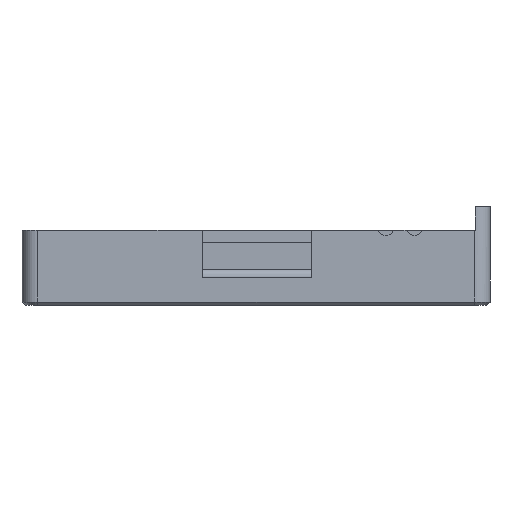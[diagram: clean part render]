
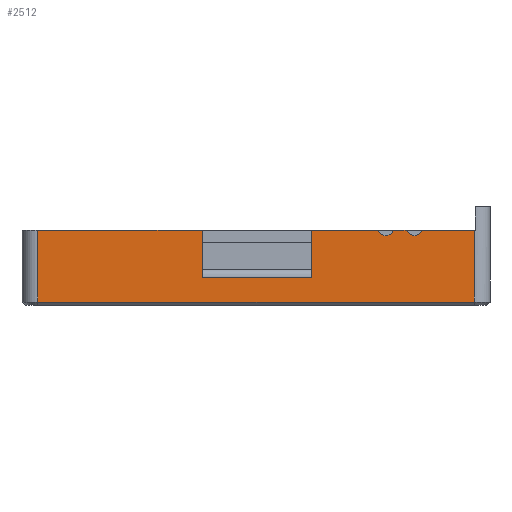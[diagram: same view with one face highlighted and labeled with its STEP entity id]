
A CAD part, left-side view. The second image highlights one B-rep face of the part: STEP entity #2512.
In plain terms, the highlighted planar face has unit normal (-1, 0, 0).
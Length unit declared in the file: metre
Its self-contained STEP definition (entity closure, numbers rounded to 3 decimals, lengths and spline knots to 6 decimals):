
#156=CIRCLE('',#2639,0.001);
#158=CIRCLE('',#2643,0.001);
#487=ORIENTED_EDGE('',*,*,#1057,.F.);
#488=ORIENTED_EDGE('',*,*,#1171,.T.);
#489=ORIENTED_EDGE('',*,*,#1172,.F.);
#490=ORIENTED_EDGE('',*,*,#1173,.F.);
#491=ORIENTED_EDGE('',*,*,#1174,.F.);
#492=ORIENTED_EDGE('',*,*,#1050,.T.);
#493=ORIENTED_EDGE('',*,*,#1026,.F.);
#494=ORIENTED_EDGE('',*,*,#1024,.T.);
#495=ORIENTED_EDGE('',*,*,#1020,.F.);
#496=ORIENTED_EDGE('',*,*,#1018,.T.);
#497=ORIENTED_EDGE('',*,*,#966,.F.);
#498=ORIENTED_EDGE('',*,*,#1175,.F.);
#966=EDGE_CURVE('',#1328,#1324,#1579,.T.);
#1018=EDGE_CURVE('',#1373,#1324,#1627,.T.);
#1020=EDGE_CURVE('',#1373,#1376,#156,.T.);
#1024=EDGE_CURVE('',#1377,#1376,#1631,.T.);
#1026=EDGE_CURVE('',#1377,#1380,#158,.T.);
#1050=EDGE_CURVE('',#1398,#1380,#1653,.T.);
#1057=EDGE_CURVE('',#1408,#1409,#1660,.T.);
#1171=EDGE_CURVE('',#1408,#1506,#1726,.T.);
#1172=EDGE_CURVE('',#1507,#1506,#1727,.T.);
#1173=EDGE_CURVE('',#1508,#1507,#1728,.T.);
#1174=EDGE_CURVE('',#1398,#1508,#1729,.T.);
#1175=EDGE_CURVE('',#1409,#1328,#1730,.T.);
#1324=VERTEX_POINT('',#3411);
#1328=VERTEX_POINT('',#3418);
#1373=VERTEX_POINT('',#3526);
#1376=VERTEX_POINT('',#3534);
#1377=VERTEX_POINT('',#3538);
#1380=VERTEX_POINT('',#3546);
#1398=VERTEX_POINT('',#3587);
#1408=VERTEX_POINT('',#3611);
#1409=VERTEX_POINT('',#3613);
#1506=VERTEX_POINT('',#5504);
#1507=VERTEX_POINT('',#5506);
#1508=VERTEX_POINT('',#5508);
#1579=LINE('',#3419,#1802);
#1627=LINE('',#3529,#1850);
#1631=LINE('',#3541,#1854);
#1653=LINE('',#3597,#1876);
#1660=LINE('',#3612,#1883);
#1726=LINE('',#5503,#1949);
#1727=LINE('',#5505,#1950);
#1728=LINE('',#5507,#1951);
#1729=LINE('',#5509,#1952);
#1730=LINE('',#5510,#1953);
#1802=VECTOR('',#2823,1.);
#1850=VECTOR('',#2903,1.);
#1854=VECTOR('',#2915,1.);
#1876=VECTOR('',#2957,1.);
#1883=VECTOR('',#2968,1.);
#1949=VECTOR('',#3088,1.);
#1950=VECTOR('',#3089,1.);
#1951=VECTOR('',#3090,1.);
#1952=VECTOR('',#3091,1.);
#1953=VECTOR('',#3092,1.);
#2071=EDGE_LOOP('',(#487,#488,#489,#490,#491,#492,#493,#494,#495,#496,#497,
#498));
#2265=FACE_BOUND('',#2071,.T.);
#2435=PLANE('',#2679);
#2512=ADVANCED_FACE('',(#2265),#2435,.T.);
#2639=AXIS2_PLACEMENT_3D('',#3533,#2908,#2909);
#2643=AXIS2_PLACEMENT_3D('',#3545,#2920,#2921);
#2679=AXIS2_PLACEMENT_3D('',#5502,#3086,#3087);
#2823=DIRECTION('',(0.,0.,1.));
#2903=DIRECTION('',(0.,1.,0.));
#2908=DIRECTION('',(-1.,0.,0.));
#2909=DIRECTION('',(0.,-1.,0.));
#2915=DIRECTION('',(0.,1.,0.));
#2920=DIRECTION('',(-1.,0.,0.));
#2921=DIRECTION('',(0.,-1.,0.));
#2957=DIRECTION('',(0.,1.,0.));
#2968=DIRECTION('',(0.,0.,-1.));
#3086=DIRECTION('',(-1.,0.,0.));
#3087=DIRECTION('',(0.,-1.,0.));
#3088=DIRECTION('',(0.,1.,0.));
#3089=DIRECTION('',(0.,0.,1.));
#3090=DIRECTION('',(0.,1.,0.));
#3091=DIRECTION('',(0.,0.,-1.));
#3092=DIRECTION('',(0.,-1.,0.));
#3411=CARTESIAN_POINT('',(-0.04458,-0.007,0.0016));
#3418=CARTESIAN_POINT('',(-0.04458,-0.007,-0.0044));
#3419=CARTESIAN_POINT('',(-0.04458,-0.007,-0.014775));
#3526=CARTESIAN_POINT('',(-0.04458,-0.015594,0.0016));
#3529=CARTESIAN_POINT('',(-0.04458,0.,0.0016));
#3533=CARTESIAN_POINT('',(-0.04458,-0.016546,0.001905));
#3534=CARTESIAN_POINT('',(-0.04458,-0.017498,0.0016));
#3538=CARTESIAN_POINT('',(-0.04458,-0.019263,0.0016));
#3541=CARTESIAN_POINT('',(-0.04458,0.,0.0016));
#3545=CARTESIAN_POINT('',(-0.04458,-0.020216,0.001905));
#3546=CARTESIAN_POINT('',(-0.04458,-0.021168,0.0016));
#3587=CARTESIAN_POINT('',(-0.04458,-0.02788,0.0016));
#3597=CARTESIAN_POINT('',(-0.04458,0.,0.0016));
#3611=CARTESIAN_POINT('',(-0.04458,0.007,0.0016));
#3612=CARTESIAN_POINT('',(-0.04458,0.007,-0.014775));
#3613=CARTESIAN_POINT('',(-0.04458,0.007,-0.0044));
#5502=CARTESIAN_POINT('',(-0.04458,0.,-0.02955));
#5503=CARTESIAN_POINT('',(-0.04458,0.,0.0016));
#5504=CARTESIAN_POINT('',(-0.04458,0.02808,0.0016));
#5505=CARTESIAN_POINT('',(-0.04458,0.02808,-0.014775));
#5506=CARTESIAN_POINT('',(-0.04458,0.02808,-0.0076));
#5507=CARTESIAN_POINT('',(-0.04458,0.,-0.0076));
#5508=CARTESIAN_POINT('',(-0.04458,-0.02788,-0.0076));
#5509=CARTESIAN_POINT('',(-0.04458,-0.02788,-0.014775));
#5510=CARTESIAN_POINT('',(-0.04458,0.00266,-0.0044));
